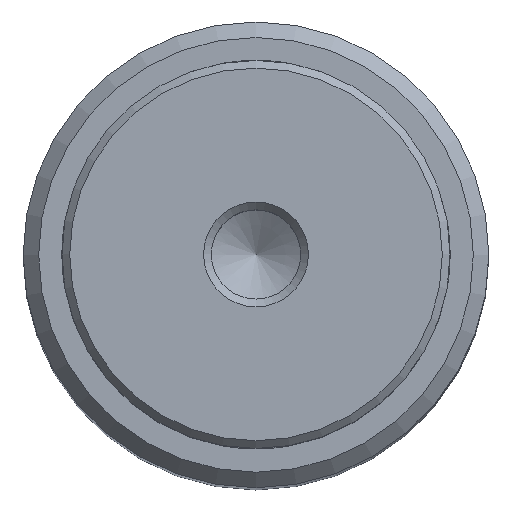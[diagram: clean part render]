
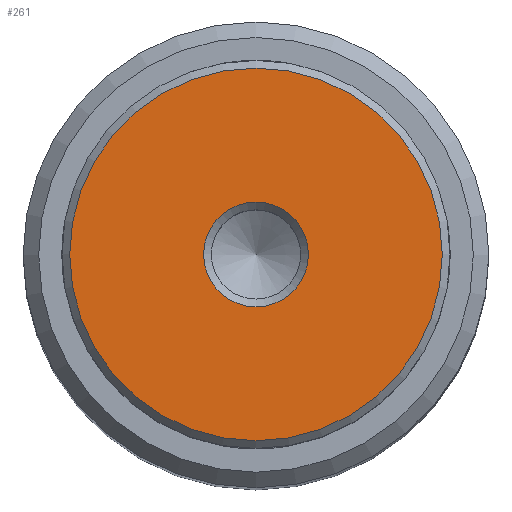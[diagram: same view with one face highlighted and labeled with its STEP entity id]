
A CAD part, top view. The second image highlights one B-rep face of the part: STEP entity #261.
In plain terms, the highlighted planar face has unit normal (0, 0, 1).
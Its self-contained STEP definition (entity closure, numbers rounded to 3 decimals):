
#261 = ADVANCED_FACE( '', ( #395, #396 ), #397, .F. );
#395 = FACE_BOUND( '', #774, .T. );
#396 = FACE_OUTER_BOUND( '', #775, .T. );
#397 = PLANE( '', #776 );
#774 = EDGE_LOOP( '', ( #1071 ) );
#775 = EDGE_LOOP( '', ( #1072 ) );
#776 = AXIS2_PLACEMENT_3D( '', #1073, #1074, #1075 );
#1071 = ORIENTED_EDGE( '', *, *, #1176, .T. );
#1072 = ORIENTED_EDGE( '', *, *, #1183, .T. );
#1073 = CARTESIAN_POINT( '', ( 0., 0., 165. ) );
#1074 = DIRECTION( '', ( 0., 0., -1. ) );
#1075 = DIRECTION( '', ( -1., 0., 0. ) );
#1176 = EDGE_CURVE( '', #1257, #1257, #1258, .T. );
#1183 = EDGE_CURVE( '', #1269, #1269, #1270, .F. );
#1257 = VERTEX_POINT( '', #1641 );
#1258 = CIRCLE( '', #1642, 6.75 );
#1269 = VERTEX_POINT( '', #1653 );
#1270 = CIRCLE( '', #1654, 24. );
#1641 = CARTESIAN_POINT( '', ( -6.75, 0., 165. ) );
#1642 = AXIS2_PLACEMENT_3D( '', #2023, #2024, #2025 );
#1653 = CARTESIAN_POINT( '', ( -24., 0., 165. ) );
#1654 = AXIS2_PLACEMENT_3D( '', #2041, #2042, #2043 );
#2023 = CARTESIAN_POINT( '', ( 0., 0., 165. ) );
#2024 = DIRECTION( '', ( 0., 0., -1. ) );
#2025 = DIRECTION( '', ( -1., 0., 0. ) );
#2041 = CARTESIAN_POINT( '', ( 0., 0., 165. ) );
#2042 = DIRECTION( '', ( 0., 0., -1. ) );
#2043 = DIRECTION( '', ( -1., 0., 0. ) );
